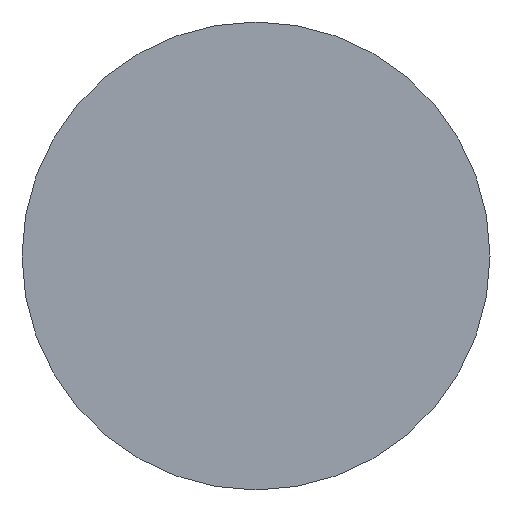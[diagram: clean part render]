
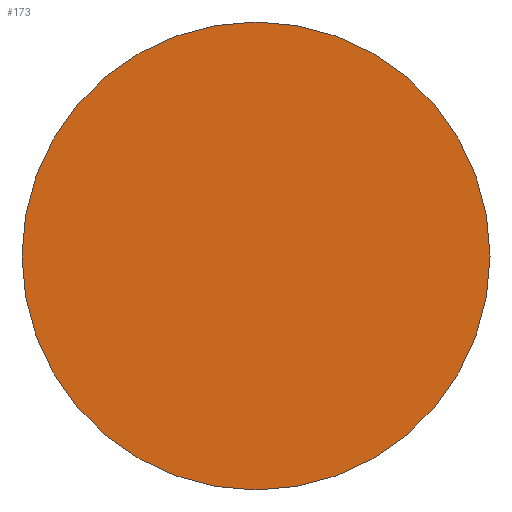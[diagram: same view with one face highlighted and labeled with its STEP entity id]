
A CAD part, left-side view. The second image highlights one B-rep face of the part: STEP entity #173.
In plain terms, the highlighted planar face has unit normal (-1, 0, 0).
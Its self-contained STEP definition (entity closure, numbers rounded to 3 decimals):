
#2 = DIRECTION ( 'NONE',  ( 0., 0., 1. ) ) ;
#8 = EDGE_CURVE ( 'NONE', #47, #143, #75, .T. ) ;
#15 = CIRCLE ( 'NONE', #32, 3.15 ) ;
#18 = CARTESIAN_POINT ( 'NONE',  ( 623.587, 93.631, 0. ) ) ;
#32 = AXIS2_PLACEMENT_3D ( 'NONE', #140, #44, #172 ) ;
#37 = AXIS2_PLACEMENT_3D ( 'NONE', #91, #66, #110 ) ;
#44 = DIRECTION ( 'NONE',  ( -1., 0., 0. ) ) ;
#47 = VERTEX_POINT ( 'NONE', #154 ) ;
#50 = CARTESIAN_POINT ( 'NONE',  ( 623.587, 93.631, 3.15 ) ) ;
#54 = FACE_OUTER_BOUND ( 'NONE', #103, .T. ) ;
#56 = DIRECTION ( 'NONE',  ( -1., 0., 0. ) ) ;
#66 = DIRECTION ( 'NONE',  ( 1., 0., 0. ) ) ;
#75 = CIRCLE ( 'NONE', #99, 3.15 ) ;
#81 = EDGE_CURVE ( 'NONE', #143, #47, #15, .T. ) ;
#90 = ORIENTED_EDGE ( 'NONE', *, *, #8, .T. ) ;
#91 = CARTESIAN_POINT ( 'NONE',  ( 623.587, 93.631, 0. ) ) ;
#99 = AXIS2_PLACEMENT_3D ( 'NONE', #18, #56, #2 ) ;
#103 = EDGE_LOOP ( 'NONE', ( #183, #90 ) ) ;
#110 = DIRECTION ( 'NONE',  ( 0., 0., -1. ) ) ;
#130 = PLANE ( 'NONE',  #37 ) ;
#140 = CARTESIAN_POINT ( 'NONE',  ( 623.587, 93.631, 0. ) ) ;
#143 = VERTEX_POINT ( 'NONE', #50 ) ;
#154 = CARTESIAN_POINT ( 'NONE',  ( 623.587, 93.631, -3.15 ) ) ;
#172 = DIRECTION ( 'NONE',  ( 0., 0., 1. ) ) ;
#173 = ADVANCED_FACE ( 'NONE', ( #54 ), #130, .F. ) ;
#183 = ORIENTED_EDGE ( 'NONE', *, *, #81, .T. ) ;
